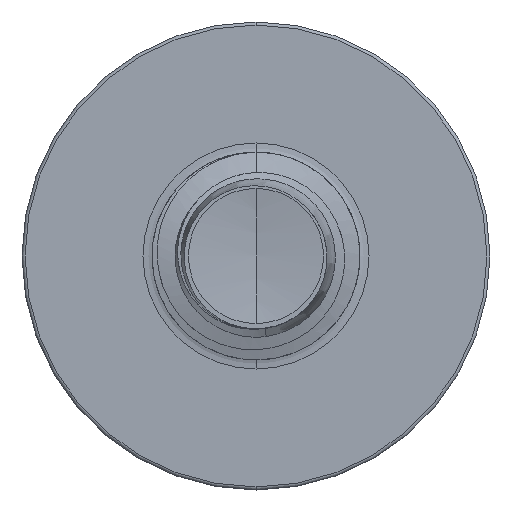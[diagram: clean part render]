
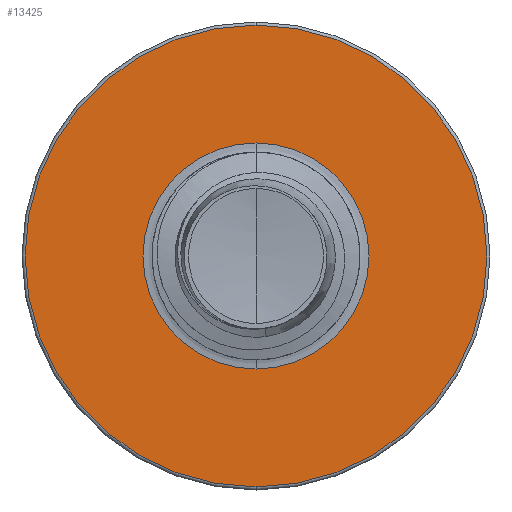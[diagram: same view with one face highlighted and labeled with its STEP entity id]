
A CAD part, front view. The second image highlights one B-rep face of the part: STEP entity #13425.
In plain terms, the highlighted planar face has unit normal (0, -1, 0).
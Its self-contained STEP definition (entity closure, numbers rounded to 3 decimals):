
#66 = AXIS2_PLACEMENT_3D ( 'NONE', #16418, #8729, #1081 ) ;
#281 = ORIENTED_EDGE ( 'NONE', *, *, #12745, .F. ) ;
#1012 = AXIS2_PLACEMENT_3D ( 'NONE', #4587, #13589, #5886 ) ;
#1081 = DIRECTION ( 'NONE',  ( 0., 0., 1. ) ) ;
#1518 = CIRCLE ( 'NONE', #66, 4.44 ) ;
#1532 = CARTESIAN_POINT ( 'NONE',  ( 0., 4.5, -2.174 ) ) ;
#2028 = DIRECTION ( 'NONE',  ( 0., 1., 0. ) ) ;
#2371 = CARTESIAN_POINT ( 'NONE',  ( 0., 4.5, 4.44 ) ) ;
#3585 = CARTESIAN_POINT ( 'NONE',  ( 0., 4.5, -4.44 ) ) ;
#4026 = VERTEX_POINT ( 'NONE', #4886 ) ;
#4236 = AXIS2_PLACEMENT_3D ( 'NONE', #12106, #2028, #10982 ) ;
#4476 = EDGE_CURVE ( 'NONE', #8238, #4026, #16377, .T. ) ;
#4552 = DIRECTION ( 'NONE',  ( 0., 1., 0. ) ) ;
#4587 = CARTESIAN_POINT ( 'NONE',  ( 0., 4.5, 0. ) ) ;
#4767 = CARTESIAN_POINT ( 'NONE',  ( 0., 4.5, 0. ) ) ;
#4886 = CARTESIAN_POINT ( 'NONE',  ( 0., 4.5, 2.174 ) ) ;
#5657 = EDGE_LOOP ( 'NONE', ( #11226, #15508 ) ) ;
#5886 = DIRECTION ( 'NONE',  ( 0., 0., 1. ) ) ;
#6072 = DIRECTION ( 'NONE',  ( 0., 0., 1. ) ) ;
#6852 = VERTEX_POINT ( 'NONE', #2371 ) ;
#7102 = PLANE ( 'NONE',  #4236 ) ;
#8238 = VERTEX_POINT ( 'NONE', #1532 ) ;
#8500 = AXIS2_PLACEMENT_3D ( 'NONE', #4767, #13769, #6072 ) ;
#8534 = CIRCLE ( 'NONE', #11439, 2.174 ) ;
#8729 = DIRECTION ( 'NONE',  ( 0., 1., 0. ) ) ;
#9254 = EDGE_CURVE ( 'NONE', #4026, #8238, #8534, .T. ) ;
#9669 = EDGE_LOOP ( 'NONE', ( #281, #9934 ) ) ;
#9934 = ORIENTED_EDGE ( 'NONE', *, *, #10667, .F. ) ;
#10667 = EDGE_CURVE ( 'NONE', #13863, #6852, #13974, .T. ) ;
#10982 = DIRECTION ( 'NONE',  ( 0., 0., 1. ) ) ;
#11226 = ORIENTED_EDGE ( 'NONE', *, *, #9254, .T. ) ;
#11439 = AXIS2_PLACEMENT_3D ( 'NONE', #12257, #4552, #13553 ) ;
#12106 = CARTESIAN_POINT ( 'NONE',  ( 0., 4.5, -2.174 ) ) ;
#12257 = CARTESIAN_POINT ( 'NONE',  ( 0., 4.5, 0. ) ) ;
#12745 = EDGE_CURVE ( 'NONE', #6852, #13863, #1518, .T. ) ;
#13425 = ADVANCED_FACE ( 'NONE', ( #15351, #14952 ), #7102, .F. ) ;
#13553 = DIRECTION ( 'NONE',  ( 0., 0., 1. ) ) ;
#13589 = DIRECTION ( 'NONE',  ( 0., 1., 0. ) ) ;
#13769 = DIRECTION ( 'NONE',  ( 0., 1., 0. ) ) ;
#13863 = VERTEX_POINT ( 'NONE', #3585 ) ;
#13974 = CIRCLE ( 'NONE', #1012, 4.44 ) ;
#14952 = FACE_BOUND ( 'NONE', #5657, .T. ) ;
#15351 = FACE_OUTER_BOUND ( 'NONE', #9669, .T. ) ;
#15508 = ORIENTED_EDGE ( 'NONE', *, *, #4476, .T. ) ;
#16377 = CIRCLE ( 'NONE', #8500, 2.174 ) ;
#16418 = CARTESIAN_POINT ( 'NONE',  ( 0., 4.5, 0. ) ) ;
